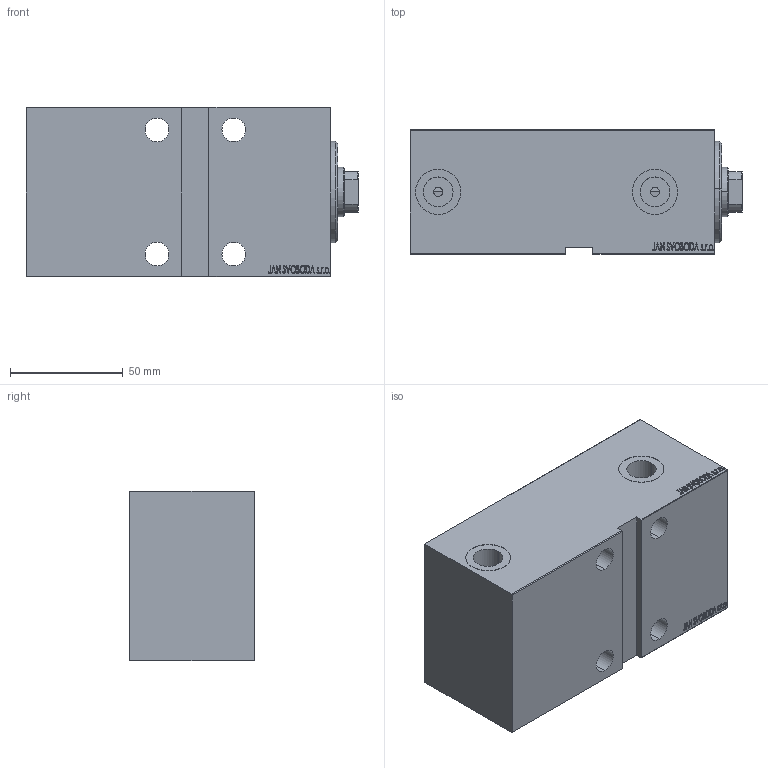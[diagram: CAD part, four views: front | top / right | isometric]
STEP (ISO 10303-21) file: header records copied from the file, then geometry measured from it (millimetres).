
FILE_DESCRIPTION (( 'STEP AP203' ), '1' );
FILE_NAME ('e1c6.STEP', '2024-02-12T06:30:35', ( '' ), ( '' ), 'SwSTEP 2.0', 'SolidWorks 2019', '' );
FILE_SCHEMA (( 'CONFIG_CONTROL_DESIGN' ));
Length unit declared in the file: millimetre
Products named in the file (5): e1c6; Zatka_OIL_PORT b34ef731049d2f3f7065e77cc850893f; V450CM_VC_G b34ef731049d2f3f7065e77cc850893f; V450CM_G_VCP b34ef731049d2f3f7065e77cc850893f; V450CM_G_Body b34ef731049d2f3f7065e77cc850893f
Assembly tree (5 placements, depth 2):
  e1c6
    V450CM_G_Body b34ef731049d2f3f7065e77cc850893f
    V450CM_G_VCP b34ef731049d2f3f7065e77cc850893f
    V450CM_VC_G b34ef731049d2f3f7065e77cc850893f
    Zatka_OIL_PORT b34ef731049d2f3f7065e77cc850893f  x2
Bounding box: 147 x 55 x 75 mm (x, y, z)
Volume: 495099.4 mm3; surface area: 84936.9 mm2
Topology: 5 solids, 5 shells, 894 faces, 2284 edges, 1509 vertices
Faces by surface type: plane 440, bspline 380, cylinder 56, cone 18
Entity records: 43893 total; most frequent: CARTESIAN_POINT 24578, ORIENTED_EDGE 4484, DIRECTION 2598, EDGE_CURVE 2242, VERTEX_POINT 1485, LINE 1348, VECTOR 1348, EDGE_LOOP 999
